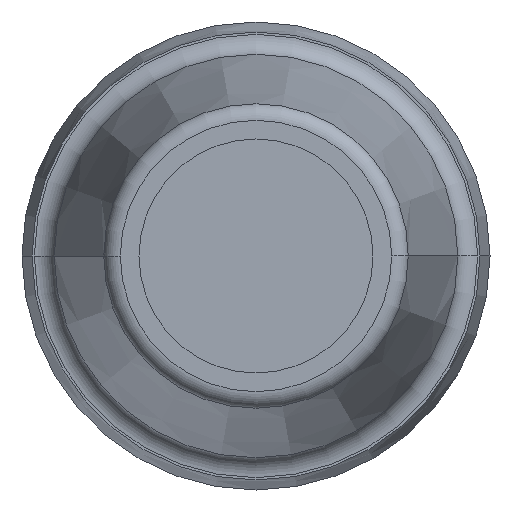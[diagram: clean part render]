
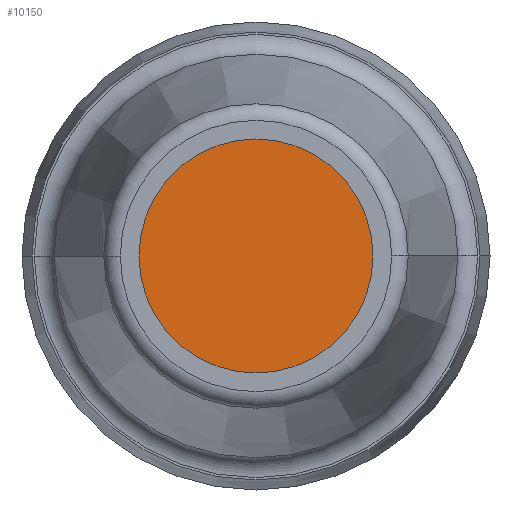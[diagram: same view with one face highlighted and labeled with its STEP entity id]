
A CAD part, front view. The second image highlights one B-rep face of the part: STEP entity #10150.
In plain terms, the highlighted face is planar.
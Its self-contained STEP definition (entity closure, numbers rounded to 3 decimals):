
#1880=CARTESIAN_POINT('',(-3.5,42.,0.));
#1890=VERTEX_POINT('',#1880);
#1970=CARTESIAN_POINT('',(3.5,42.,0.));
#1980=VERTEX_POINT('',#1970);
#2010=CARTESIAN_POINT('',(0.,42.,0.));
#2020=DIRECTION('',(0.,-1.,0.));
#2030=DIRECTION('',(-1.,0.,0.));
#2040=AXIS2_PLACEMENT_3D('',#2010,#2020,#2030);
#2050=CIRCLE('',#2040,3.5);
#2060=EDGE_CURVE('',#1890,#1980,#2050,.T.);
#10050=CARTESIAN_POINT('',(-0.072,42.,3.84));
#10060=DIRECTION('',(-0.,1.,0.));
#10070=DIRECTION('',(-1.,-0.,0.));
#10080=AXIS2_PLACEMENT_3D('',#10050,#10060,#10070);
#10090=PLANE('',#10080);
#10100=EDGE_CURVE('',#1980,#1890,#2050,.T.);
#10110=ORIENTED_EDGE('',*,*,#10100,.F.);
#10120=ORIENTED_EDGE('',*,*,#2060,.F.);
#10130=EDGE_LOOP('',(#10120,#10110));
#10140=FACE_OUTER_BOUND('',#10130,.T.);
#10150=ADVANCED_FACE('',(#10140),#10090,.T.);
